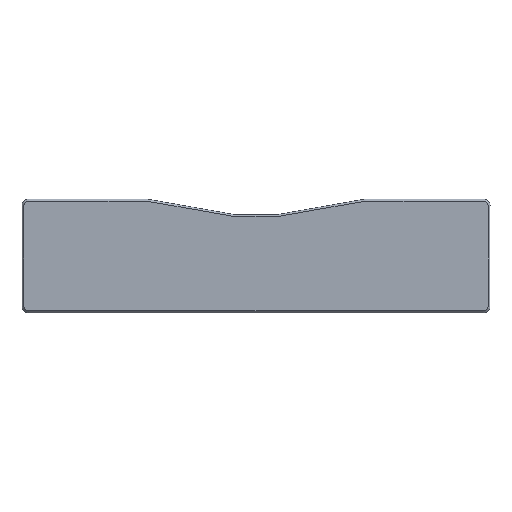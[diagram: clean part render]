
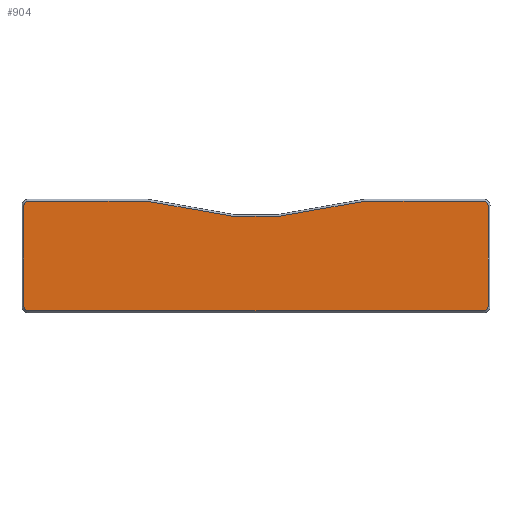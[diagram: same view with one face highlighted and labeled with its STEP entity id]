
A CAD part, top view. The second image highlights one B-rep face of the part: STEP entity #904.
In plain terms, the highlighted planar face has unit normal (0, 0, 1).
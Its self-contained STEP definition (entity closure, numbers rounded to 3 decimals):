
#31=B_SPLINE_CURVE_WITH_KNOTS('',3,(#1496,#1497,#1498,#1499),
 .UNSPECIFIED.,.F.,.F.,(4,4),(-1.747,-1.571),
 .UNSPECIFIED.);
#33=B_SPLINE_CURVE_WITH_KNOTS('',3,(#1529,#1530,#1531,#1532),
 .UNSPECIFIED.,.F.,.F.,(4,4),(-1.571,-1.395),
 .UNSPECIFIED.);
#35=B_SPLINE_CURVE_WITH_KNOTS('',3,(#1562,#1563,#1564,#1565),
 .UNSPECIFIED.,.F.,.F.,(4,4),(-1.747,-1.571),
 .UNSPECIFIED.);
#37=B_SPLINE_CURVE_WITH_KNOTS('',3,(#1594,#1595,#1596,#1597),
 .UNSPECIFIED.,.F.,.F.,(4,4),(-1.571,-1.395),
 .UNSPECIFIED.);
#83=PLANE('',#989);
#140=FACE_OUTER_BOUND('',#202,.T.);
#202=EDGE_LOOP('',(#817,#818,#819,#820,#821,#822,#823,#824,#825,#826,#827,
#828,#829,#830,#831,#832));
#255=LINE('',#1465,#339);
#259=LINE('',#1475,#343);
#263=LINE('',#1508,#347);
#267=LINE('',#1541,#351);
#271=LINE('',#1574,#355);
#275=LINE('',#1605,#359);
#278=LINE('',#1613,#362);
#281=LINE('',#1621,#365);
#339=VECTOR('',#1143,10.);
#343=VECTOR('',#1153,10.);
#347=VECTOR('',#1159,10.);
#351=VECTOR('',#1165,10.);
#355=VECTOR('',#1171,10.);
#359=VECTOR('',#1177,10.);
#362=VECTOR('',#1186,10.);
#365=VECTOR('',#1195,10.);
#393=CIRCLE('',#972,3.5);
#394=CIRCLE('',#979,3.5);
#395=CIRCLE('',#982,3.5);
#396=CIRCLE('',#985,3.5);
#446=VERTEX_POINT('',#1462);
#447=VERTEX_POINT('',#1464);
#448=VERTEX_POINT('',#1468);
#450=VERTEX_POINT('',#1473);
#452=VERTEX_POINT('',#1494);
#454=VERTEX_POINT('',#1506);
#456=VERTEX_POINT('',#1527);
#458=VERTEX_POINT('',#1539);
#460=VERTEX_POINT('',#1560);
#462=VERTEX_POINT('',#1572);
#463=VERTEX_POINT('',#1592);
#464=VERTEX_POINT('',#1603);
#465=VERTEX_POINT('',#1607);
#466=VERTEX_POINT('',#1611);
#467=VERTEX_POINT('',#1615);
#468=VERTEX_POINT('',#1619);
#547=EDGE_CURVE('',#446,#447,#255,.T.);
#550=EDGE_CURVE('',#448,#446,#393,.T.);
#552=EDGE_CURVE('',#450,#448,#259,.T.);
#555=EDGE_CURVE('',#452,#450,#31,.T.);
#558=EDGE_CURVE('',#454,#452,#263,.T.);
#561=EDGE_CURVE('',#456,#454,#33,.T.);
#564=EDGE_CURVE('',#458,#456,#267,.T.);
#567=EDGE_CURVE('',#460,#458,#35,.T.);
#570=EDGE_CURVE('',#462,#460,#271,.T.);
#573=EDGE_CURVE('',#463,#462,#37,.T.);
#576=EDGE_CURVE('',#464,#463,#275,.T.);
#578=EDGE_CURVE('',#465,#464,#394,.T.);
#580=EDGE_CURVE('',#466,#465,#278,.T.);
#582=EDGE_CURVE('',#467,#466,#395,.T.);
#584=EDGE_CURVE('',#468,#467,#281,.T.);
#585=EDGE_CURVE('',#447,#468,#396,.T.);
#817=ORIENTED_EDGE('',*,*,#547,.F.);
#818=ORIENTED_EDGE('',*,*,#550,.F.);
#819=ORIENTED_EDGE('',*,*,#552,.F.);
#820=ORIENTED_EDGE('',*,*,#555,.F.);
#821=ORIENTED_EDGE('',*,*,#558,.F.);
#822=ORIENTED_EDGE('',*,*,#561,.F.);
#823=ORIENTED_EDGE('',*,*,#564,.F.);
#824=ORIENTED_EDGE('',*,*,#567,.F.);
#825=ORIENTED_EDGE('',*,*,#570,.F.);
#826=ORIENTED_EDGE('',*,*,#573,.F.);
#827=ORIENTED_EDGE('',*,*,#576,.F.);
#828=ORIENTED_EDGE('',*,*,#578,.F.);
#829=ORIENTED_EDGE('',*,*,#580,.F.);
#830=ORIENTED_EDGE('',*,*,#582,.F.);
#831=ORIENTED_EDGE('',*,*,#584,.F.);
#832=ORIENTED_EDGE('',*,*,#585,.F.);
#904=ADVANCED_FACE('',(#140),#83,.F.);
#972=AXIS2_PLACEMENT_3D('',#1470,#1148,#1149);
#979=AXIS2_PLACEMENT_3D('',#1609,#1181,#1182);
#982=AXIS2_PLACEMENT_3D('',#1617,#1190,#1191);
#985=AXIS2_PLACEMENT_3D('',#1623,#1198,#1199);
#989=AXIS2_PLACEMENT_3D('',#1651,#1212,#1213);
#1143=DIRECTION('',(0.,-1.,0.));
#1148=DIRECTION('center_axis',(0.,0.,
-1.));
#1149=DIRECTION('ref_axis',(0.707,0.707,0.));
#1153=DIRECTION('',(1.,0.,0.));
#1159=DIRECTION('',(0.985,0.174,0.));
#1165=DIRECTION('',(1.,0.,0.));
#1171=DIRECTION('',(0.985,-0.174,0.));
#1177=DIRECTION('',(1.,0.,0.));
#1181=DIRECTION('center_axis',(0.,0.,
-1.));
#1182=DIRECTION('ref_axis',(-0.707,0.707,0.));
#1186=DIRECTION('',(0.,1.,0.));
#1190=DIRECTION('center_axis',(0.,0.,
-1.));
#1191=DIRECTION('ref_axis',(-0.707,-0.707,0.));
#1195=DIRECTION('',(-1.,0.,0.));
#1198=DIRECTION('center_axis',(0.,0.,
-1.));
#1199=DIRECTION('ref_axis',(0.707,-0.707,0.));
#1212=DIRECTION('center_axis',(0.,0.,
-1.));
#1213=DIRECTION('ref_axis',(0.,1.,0.));
#1462=CARTESIAN_POINT('',(343.5,67.5,19.));
#1464=CARTESIAN_POINT('',(343.5,-10.,19.));
#1465=CARTESIAN_POINT('',(343.5,6.875,19.));
#1468=CARTESIAN_POINT('',(340.,71.,19.));
#1470=CARTESIAN_POINT('Origin',(340.,67.5,19.));
#1473=CARTESIAN_POINT('',(249.437,71.,19.));
#1475=CARTESIAN_POINT('',(255.,71.,19.));
#1494=CARTESIAN_POINT('',(248.91,70.954,19.));
#1496=CARTESIAN_POINT('Ctrl Pts',(248.91,70.954,19.));
#1497=CARTESIAN_POINT('Ctrl Pts',(249.083,70.984,19.));
#1498=CARTESIAN_POINT('Ctrl Pts',(249.26,71.,19.));
#1499=CARTESIAN_POINT('Ctrl Pts',(249.437,71.,19.));
#1506=CARTESIAN_POINT('',(182.576,59.211,19.));
#1508=CARTESIAN_POINT('',(204.608,63.111,19.));
#1527=CARTESIAN_POINT('',(181.526,59.119,19.));
#1529=CARTESIAN_POINT('Ctrl Pts',(181.526,59.119,19.));
#1530=CARTESIAN_POINT('Ctrl Pts',(181.877,59.119,19.));
#1531=CARTESIAN_POINT('Ctrl Pts',(182.229,59.15,19.));
#1532=CARTESIAN_POINT('Ctrl Pts',(182.576,59.211,19.));
#1539=CARTESIAN_POINT('',(148.474,59.119,19.));
#1541=CARTESIAN_POINT('',(173.263,59.119,19.));
#1560=CARTESIAN_POINT('',(147.424,59.211,19.));
#1562=CARTESIAN_POINT('Ctrl Pts',(147.424,59.211,19.));
#1563=CARTESIAN_POINT('Ctrl Pts',(147.771,59.15,19.));
#1564=CARTESIAN_POINT('Ctrl Pts',(148.123,59.119,19.));
#1565=CARTESIAN_POINT('Ctrl Pts',(148.474,59.119,19.));
#1572=CARTESIAN_POINT('',(81.09,70.954,19.));
#1574=CARTESIAN_POINT('',(158.559,57.24,19.));
#1592=CARTESIAN_POINT('',(80.563,71.,19.));
#1594=CARTESIAN_POINT('Ctrl Pts',(80.563,71.,19.));
#1595=CARTESIAN_POINT('Ctrl Pts',(80.739,71.,19.));
#1596=CARTESIAN_POINT('Ctrl Pts',(80.916,70.984,19.));
#1597=CARTESIAN_POINT('Ctrl Pts',(81.09,70.954,19.));
#1603=CARTESIAN_POINT('',(-10.,71.,19.));
#1605=CARTESIAN_POINT('',(122.781,71.,19.));
#1607=CARTESIAN_POINT('',(-13.5,67.5,19.));
#1609=CARTESIAN_POINT('Origin',(-10.,67.5,19.));
#1611=CARTESIAN_POINT('',(-13.5,-10.,19.));
#1613=CARTESIAN_POINT('',(-13.5,50.625,19.));
#1615=CARTESIAN_POINT('',(-10.,-13.5,19.));
#1617=CARTESIAN_POINT('Origin',(-10.,-10.,19.));
#1619=CARTESIAN_POINT('',(340.,-13.5,19.));
#1621=CARTESIAN_POINT('',(75.,-13.5,19.));
#1623=CARTESIAN_POINT('Origin',(340.,-10.,19.));
#1651=CARTESIAN_POINT('Origin',(165.,28.75,19.));
